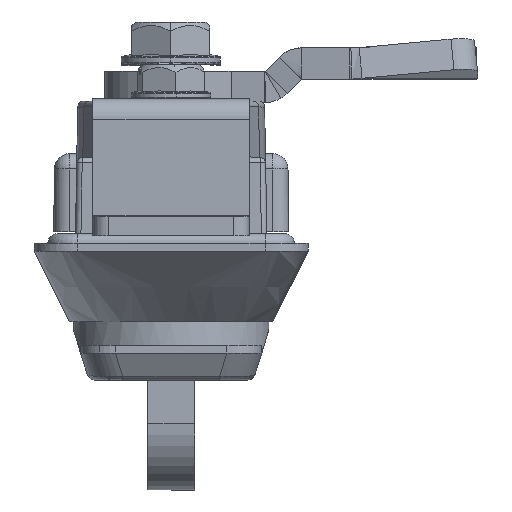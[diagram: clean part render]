
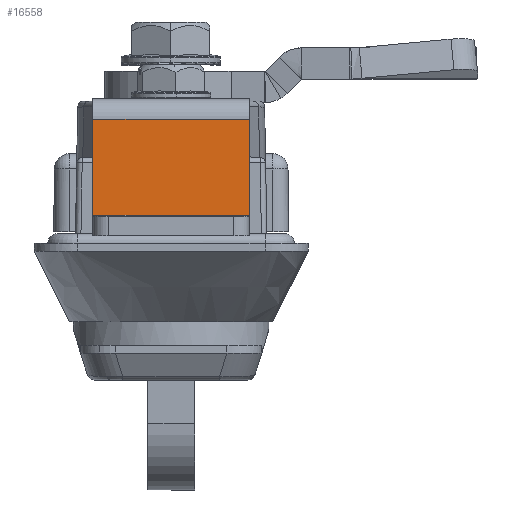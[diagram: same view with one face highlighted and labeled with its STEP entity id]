
A CAD part, left-side view. The second image highlights one B-rep face of the part: STEP entity #16558.
In plain terms, the highlighted planar face has unit normal (-1, 0, 0).
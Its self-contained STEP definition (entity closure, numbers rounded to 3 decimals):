
#56 = VERTEX_POINT ( 'NONE', #17042 ) ;
#1950 = CARTESIAN_POINT ( 'NONE',  ( -77.7, -60., 3.6 ) ) ;
#1965 = LINE ( 'NONE', #12122, #2949 ) ;
#2949 = VECTOR ( 'NONE', #4062, 1000. ) ;
#3963 = DIRECTION ( 'NONE',  ( 0., 1., 0. ) ) ;
#4062 = DIRECTION ( 'NONE',  ( 0., 0., 1. ) ) ;
#5049 = DIRECTION ( 'NONE',  ( 0., 0., 1. ) ) ;
#5260 = LINE ( 'NONE', #1950, #18767 ) ;
#5698 = LINE ( 'NONE', #12029, #18113 ) ;
#6539 = EDGE_LOOP ( 'NONE', ( #10658, #6797, #25780, #25837 ) ) ;
#6797 = ORIENTED_EDGE ( 'NONE', *, *, #18349, .F. ) ;
#7304 = EDGE_CURVE ( 'NONE', #19650, #56, #5698, .T. ) ;
#10257 = CARTESIAN_POINT ( 'NONE',  ( -77.7, -60., 3.5 ) ) ;
#10649 = FACE_OUTER_BOUND ( 'NONE', #6539, .T. ) ;
#10658 = ORIENTED_EDGE ( 'NONE', *, *, #13860, .F. ) ;
#11041 = AXIS2_PLACEMENT_3D ( 'NONE', #10257, #18692, #14732 ) ;
#11605 = CARTESIAN_POINT ( 'NONE',  ( -77.7, -60., 3.6 ) ) ;
#11644 = VERTEX_POINT ( 'NONE', #20152 ) ;
#11983 = DIRECTION ( 'NONE',  ( 0., 1., 0. ) ) ;
#12029 = CARTESIAN_POINT ( 'NONE',  ( -77.7, -60., 15.9 ) ) ;
#12122 = CARTESIAN_POINT ( 'NONE',  ( -77.7, -40., 3.5 ) ) ;
#13860 = EDGE_CURVE ( 'NONE', #11644, #56, #1965, .T. ) ;
#14341 = PLANE ( 'NONE',  #11041 ) ;
#14732 = DIRECTION ( 'NONE',  ( 0., -1., 0. ) ) ;
#16558 = ADVANCED_FACE ( 'NONE', ( #10649 ), #14341, .T. ) ;
#17042 = CARTESIAN_POINT ( 'NONE',  ( -77.7, -40., 15.9 ) ) ;
#17189 = LINE ( 'NONE', #25098, #25751 ) ;
#18113 = VECTOR ( 'NONE', #3963, 1000. ) ;
#18349 = EDGE_CURVE ( 'NONE', #22506, #11644, #5260, .T. ) ;
#18692 = DIRECTION ( 'NONE',  ( -1., 0., 0. ) ) ;
#18767 = VECTOR ( 'NONE', #11983, 1000. ) ;
#19650 = VERTEX_POINT ( 'NONE', #23058 ) ;
#20152 = CARTESIAN_POINT ( 'NONE',  ( -77.7, -40., 3.6 ) ) ;
#22364 = EDGE_CURVE ( 'NONE', #22506, #19650, #17189, .T. ) ;
#22506 = VERTEX_POINT ( 'NONE', #11605 ) ;
#23058 = CARTESIAN_POINT ( 'NONE',  ( -77.7, -60., 15.9 ) ) ;
#25098 = CARTESIAN_POINT ( 'NONE',  ( -77.7, -60., 3.5 ) ) ;
#25751 = VECTOR ( 'NONE', #5049, 1000. ) ;
#25780 = ORIENTED_EDGE ( 'NONE', *, *, #22364, .T. ) ;
#25837 = ORIENTED_EDGE ( 'NONE', *, *, #7304, .T. ) ;
